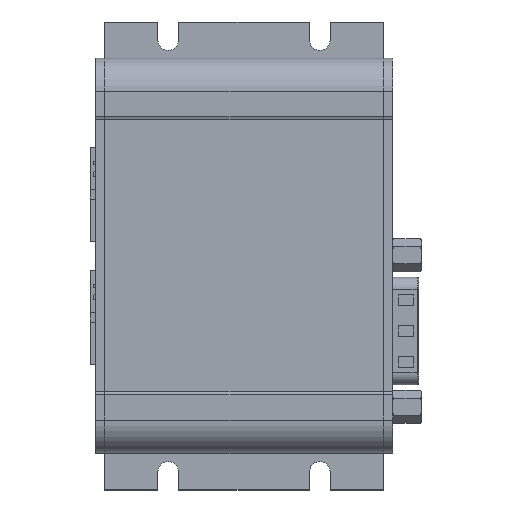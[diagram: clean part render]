
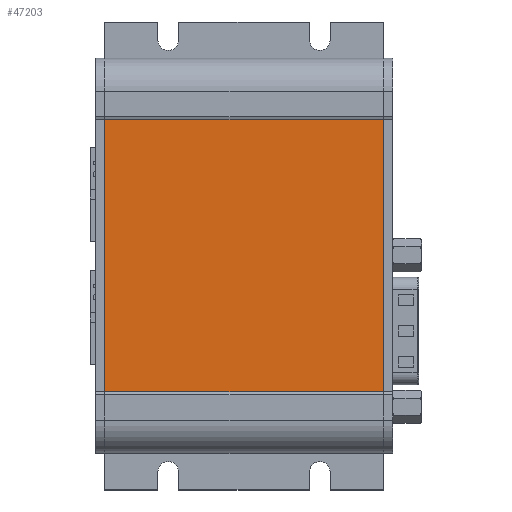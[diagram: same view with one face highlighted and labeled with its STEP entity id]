
A CAD part, top view. The second image highlights one B-rep face of the part: STEP entity #47203.
In plain terms, the highlighted planar face has unit normal (0, 0, 1).
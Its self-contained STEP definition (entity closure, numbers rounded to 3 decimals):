
#5708=FACE_OUTER_BOUND('',#8206,.T.);
#8206=EDGE_LOOP('',(#32398,#32399,#32400,#32401));
#11818=LINE('',#66101,#16267);
#11884=LINE('',#66237,#16333);
#11926=LINE('',#66329,#16375);
#11928=LINE('',#66332,#16377);
#16267=VECTOR('',#53858,10.);
#16333=VECTOR('',#53974,10.);
#16375=VECTOR('',#54042,10.);
#16377=VECTOR('',#54046,10.);
#20705=VERTEX_POINT('',#66098);
#20706=VERTEX_POINT('',#66100);
#20751=VERTEX_POINT('',#66236);
#20788=VERTEX_POINT('',#66328);
#25259=EDGE_CURVE('',#20705,#20706,#11818,.T.);
#25327=EDGE_CURVE('',#20751,#20706,#11884,.T.);
#25374=EDGE_CURVE('',#20788,#20751,#11926,.T.);
#25376=EDGE_CURVE('',#20788,#20705,#11928,.T.);
#32398=ORIENTED_EDGE('',*,*,#25374,.T.);
#32399=ORIENTED_EDGE('',*,*,#25327,.T.);
#32400=ORIENTED_EDGE('',*,*,#25259,.F.);
#32401=ORIENTED_EDGE('',*,*,#25376,.F.);
#45920=PLANE('',#49900);
#47203=ADVANCED_FACE('',(#5708),#45920,.T.);
#49900=AXIS2_PLACEMENT_3D('',#66331,#54044,#54045);
#53858=DIRECTION('',(1.,0.,0.));
#53974=DIRECTION('',(0.,1.,0.));
#54042=DIRECTION('',(1.,0.,0.));
#54044=DIRECTION('center_axis',(0.,0.,1.));
#54045=DIRECTION('ref_axis',(0.,-1.,0.));
#54046=DIRECTION('',(0.,1.,0.));
#66098=CARTESIAN_POINT('',(-23.,22.436,11.8));
#66100=CARTESIAN_POINT('',(23.,22.436,11.8));
#66101=CARTESIAN_POINT('',(0.,22.436,11.8));
#66236=CARTESIAN_POINT('',(23.,-22.436,11.8));
#66237=CARTESIAN_POINT('',(23.,22.436,11.8));
#66328=CARTESIAN_POINT('',(-23.,-22.436,11.8));
#66329=CARTESIAN_POINT('',(0.,-22.436,11.8));
#66331=CARTESIAN_POINT('Origin',(0.,0.,11.8));
#66332=CARTESIAN_POINT('',(-23.,-22.436,11.8));
